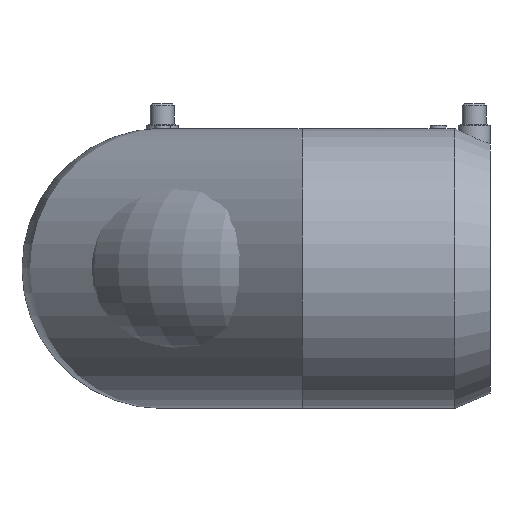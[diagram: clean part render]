
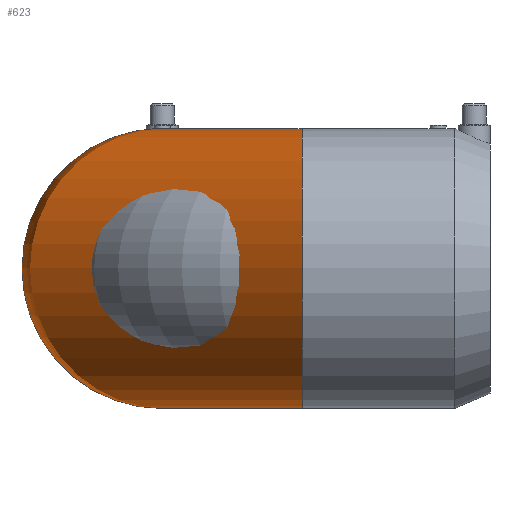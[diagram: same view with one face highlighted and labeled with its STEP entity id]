
A CAD part, left-side view. The second image highlights one B-rep face of the part: STEP entity #623.
In plain terms, the highlighted toroidal (fillet/blend) face has major radius 70.02 mm and minor radius 70 mm.
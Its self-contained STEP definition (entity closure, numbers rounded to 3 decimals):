
#15=TOROIDAL_SURFACE('',#721,70.02,70.);
#31=B_SPLINE_CURVE_WITH_KNOTS('',3,(#1118,#1119,#1120,#1121),
 .UNSPECIFIED.,.F.,.F.,(4,4),(31.099,31.1),
 .UNSPECIFIED.);
#32=B_SPLINE_CURVE_WITH_KNOTS('',3,(#1123,#1124,#1125,#1126),
 .UNSPECIFIED.,.F.,.F.,(4,4),(-0.004,0.),.UNSPECIFIED.);
#33=B_SPLINE_CURVE_WITH_KNOTS('',3,(#1130,#1131,#1132,#1133),
 .UNSPECIFIED.,.F.,.F.,(4,4),(0.,0.),.UNSPECIFIED.);
#34=B_SPLINE_CURVE_WITH_KNOTS('',3,(#1135,#1136,#1137,#1138),
 .UNSPECIFIED.,.F.,.F.,(4,4),(10.363,10.364),
 .UNSPECIFIED.);
#41=B_SPLINE_CURVE_WITH_KNOTS('',3,(#1328,#1329,#1330,#1331,#1332,#1333,
#1334,#1335,#1336,#1337,#1338,#1339,#1340,#1341,#1342,#1343,#1344,#1345,
#1346,#1347,#1348,#1349,#1350,#1351,#1352,#1353,#1354,#1355,#1356,#1357,
#1358,#1359,#1360,#1361,#1362,#1363),.UNSPECIFIED.,.F.,.F.,(4,2,2,2,2,2,
2,2,2,2,2,2,2,2,2,2,2,4),(0.,0.328,0.657,1.313,
1.97,2.627,3.271,3.915,4.559,
5.203,5.848,6.494,7.139,7.784,
8.429,9.074,9.719,10.363),
 .UNSPECIFIED.);
#42=B_SPLINE_CURVE_WITH_KNOTS('',3,(#1365,#1366,#1367,#1368,#1369,#1370,
#1371,#1372,#1373,#1374,#1375,#1376,#1377,#1378,#1379,#1380,#1381,#1382,
#1383,#1384,#1385,#1386,#1387,#1388,#1389,#1390,#1391,#1392,#1393,#1394,
#1395,#1396,#1397,#1398,#1399,#1400),.UNSPECIFIED.,.F.,.F.,(4,2,2,2,2,2,
2,2,2,2,2,2,2,2,2,2,2,4),(31.1,31.743,32.388,
33.033,33.679,34.324,34.969,35.614,
36.259,36.903,37.547,38.192,38.836,
39.492,40.149,40.806,41.134,41.463),
 .UNSPECIFIED.);
#108=FACE_OUTER_BOUND('',#159,.T.);
#159=EDGE_LOOP('',(#542,#543,#544,#545,#546,#547,#548,#549));
#255=CIRCLE('',#722,70.);
#256=CIRCLE('',#723,70.);
#282=VERTEX_POINT('',#1115);
#283=VERTEX_POINT('',#1117);
#284=VERTEX_POINT('',#1122);
#285=VERTEX_POINT('',#1127);
#286=VERTEX_POINT('',#1129);
#287=VERTEX_POINT('',#1134);
#288=VERTEX_POINT('',#1139);
#347=EDGE_CURVE('',#283,#282,#31,.T.);
#348=EDGE_CURVE('',#284,#283,#32,.T.);
#350=EDGE_CURVE('',#286,#285,#33,.T.);
#351=EDGE_CURVE('',#287,#286,#34,.T.);
#391=EDGE_CURVE('',#288,#287,#41,.T.);
#392=EDGE_CURVE('',#282,#288,#42,.T.);
#393=EDGE_CURVE('',#288,#288,#255,.T.);
#394=EDGE_CURVE('',#284,#285,#256,.T.);
#542=ORIENTED_EDGE('',*,*,#348,.T.);
#543=ORIENTED_EDGE('',*,*,#347,.T.);
#544=ORIENTED_EDGE('',*,*,#392,.T.);
#545=ORIENTED_EDGE('',*,*,#393,.T.);
#546=ORIENTED_EDGE('',*,*,#391,.T.);
#547=ORIENTED_EDGE('',*,*,#351,.T.);
#548=ORIENTED_EDGE('',*,*,#350,.T.);
#549=ORIENTED_EDGE('',*,*,#394,.F.);
#623=ADVANCED_FACE('',(#108),#15,.T.);
#721=AXIS2_PLACEMENT_3D('',#1402,#912,#913);
#722=AXIS2_PLACEMENT_3D('',#1403,#914,#915);
#723=AXIS2_PLACEMENT_3D('',#1404,#916,#917);
#912=DIRECTION('center_axis',(0.,0.,-1.));
#913=DIRECTION('ref_axis',(-1.,0.,0.));
#914=DIRECTION('center_axis',(0.,1.,0.));
#915=DIRECTION('ref_axis',(-1.,0.,0.));
#916=DIRECTION('center_axis',(1.,0.,0.));
#917=DIRECTION('ref_axis',(0.,1.,0.));
#1115=CARTESIAN_POINT('',(70.,93.5,-70.));
#1117=CARTESIAN_POINT('',(70.,93.507,-70.));
#1118=CARTESIAN_POINT('Ctrl Pts',(70.,93.51,-70.));
#1119=CARTESIAN_POINT('Ctrl Pts',(70.,93.507,-70.));
#1120=CARTESIAN_POINT('Ctrl Pts',(70.,93.503,-70.));
#1121=CARTESIAN_POINT('Ctrl Pts',(70.,93.5,-70.));
#1122=CARTESIAN_POINT('',(70.02,93.508,-70.));
#1123=CARTESIAN_POINT('Ctrl Pts',(70.02,93.505,-70.));
#1124=CARTESIAN_POINT('Ctrl Pts',(70.019,93.505,-70.));
#1125=CARTESIAN_POINT('Ctrl Pts',(70.013,93.505,-70.));
#1126=CARTESIAN_POINT('Ctrl Pts',(70.,93.505,-70.));
#1127=CARTESIAN_POINT('',(70.02,93.508,70.));
#1129=CARTESIAN_POINT('',(70.,93.507,70.));
#1130=CARTESIAN_POINT('Ctrl Pts',(70.,93.505,70.));
#1131=CARTESIAN_POINT('Ctrl Pts',(70.013,93.505,70.));
#1132=CARTESIAN_POINT('Ctrl Pts',(70.019,93.505,70.));
#1133=CARTESIAN_POINT('Ctrl Pts',(70.02,93.505,70.));
#1134=CARTESIAN_POINT('',(70.,93.5,70.));
#1135=CARTESIAN_POINT('Ctrl Pts',(70.,93.5,70.));
#1136=CARTESIAN_POINT('Ctrl Pts',(70.,93.503,70.));
#1137=CARTESIAN_POINT('Ctrl Pts',(70.,93.507,70.));
#1138=CARTESIAN_POINT('Ctrl Pts',(70.,93.51,70.));
#1139=CARTESIAN_POINT('',(70.,23.5,0.));
#1328=CARTESIAN_POINT('Ctrl Pts',(70.,23.5,0.));
#1329=CARTESIAN_POINT('Ctrl Pts',(70.,23.518,1.094));
#1330=CARTESIAN_POINT('Ctrl Pts',(70.,23.543,2.216));
#1331=CARTESIAN_POINT('Ctrl Pts',(70.,23.654,4.494));
#1332=CARTESIAN_POINT('Ctrl Pts',(70.,23.738,5.651));
#1333=CARTESIAN_POINT('Ctrl Pts',(70.,24.081,9.148));
#1334=CARTESIAN_POINT('Ctrl Pts',(70.,24.432,11.516));
#1335=CARTESIAN_POINT('Ctrl Pts',(70.,25.378,16.197));
#1336=CARTESIAN_POINT('Ctrl Pts',(70.,25.972,18.513));
#1337=CARTESIAN_POINT('Ctrl Pts',(70.,27.358,22.98));
#1338=CARTESIAN_POINT('Ctrl Pts',(70.,28.15,25.132));
#1339=CARTESIAN_POINT('Ctrl Pts',(70.,29.832,29.128));
#1340=CARTESIAN_POINT('Ctrl Pts',(70.,30.796,31.16));
#1341=CARTESIAN_POINT('Ctrl Pts',(70.,32.971,35.2));
#1342=CARTESIAN_POINT('Ctrl Pts',(70.,34.182,37.208));
#1343=CARTESIAN_POINT('Ctrl Pts',(70.,36.8,41.09));
#1344=CARTESIAN_POINT('Ctrl Pts',(70.,38.209,42.965));
#1345=CARTESIAN_POINT('Ctrl Pts',(70.,41.141,46.494));
#1346=CARTESIAN_POINT('Ctrl Pts',(70.,42.664,48.148));
#1347=CARTESIAN_POINT('Ctrl Pts',(70.,45.713,51.177));
#1348=CARTESIAN_POINT('Ctrl Pts',(70.,47.38,52.691));
#1349=CARTESIAN_POINT('Ctrl Pts',(70.,50.935,55.604));
#1350=CARTESIAN_POINT('Ctrl Pts',(70.,52.822,57.001));
#1351=CARTESIAN_POINT('Ctrl Pts',(70.,56.728,59.597));
#1352=CARTESIAN_POINT('Ctrl Pts',(70.,58.748,60.796));
#1353=CARTESIAN_POINT('Ctrl Pts',(70.,62.809,62.946));
#1354=CARTESIAN_POINT('Ctrl Pts',(70.,64.851,63.896));
#1355=CARTESIAN_POINT('Ctrl Pts',(70.,68.828,65.536));
#1356=CARTESIAN_POINT('Ctrl Pts',(70.,70.946,66.3));
#1357=CARTESIAN_POINT('Ctrl Pts',(70.,75.343,67.638));
#1358=CARTESIAN_POINT('Ctrl Pts',(70.,77.62,68.211));
#1359=CARTESIAN_POINT('Ctrl Pts',(70.,82.221,69.122));
#1360=CARTESIAN_POINT('Ctrl Pts',(70.,84.545,69.46));
#1361=CARTESIAN_POINT('Ctrl Pts',(70.,89.112,69.899));
#1362=CARTESIAN_POINT('Ctrl Pts',(70.,91.356,69.999));
#1363=CARTESIAN_POINT('Ctrl Pts',(70.,93.5,70.));
#1365=CARTESIAN_POINT('Ctrl Pts',(70.,93.5,-70.));
#1366=CARTESIAN_POINT('Ctrl Pts',(70.,91.356,-69.999));
#1367=CARTESIAN_POINT('Ctrl Pts',(70.,89.112,-69.899));
#1368=CARTESIAN_POINT('Ctrl Pts',(70.,84.545,-69.46));
#1369=CARTESIAN_POINT('Ctrl Pts',(70.,82.221,-69.122));
#1370=CARTESIAN_POINT('Ctrl Pts',(70.,77.62,-68.211));
#1371=CARTESIAN_POINT('Ctrl Pts',(70.,75.343,-67.638));
#1372=CARTESIAN_POINT('Ctrl Pts',(70.,70.946,-66.3));
#1373=CARTESIAN_POINT('Ctrl Pts',(70.,68.828,-65.536));
#1374=CARTESIAN_POINT('Ctrl Pts',(70.,64.851,-63.896));
#1375=CARTESIAN_POINT('Ctrl Pts',(70.,62.809,-62.946));
#1376=CARTESIAN_POINT('Ctrl Pts',(70.,58.748,-60.796));
#1377=CARTESIAN_POINT('Ctrl Pts',(70.,56.728,-59.597));
#1378=CARTESIAN_POINT('Ctrl Pts',(70.,52.822,-57.001));
#1379=CARTESIAN_POINT('Ctrl Pts',(70.,50.935,-55.604));
#1380=CARTESIAN_POINT('Ctrl Pts',(70.,47.38,-52.691));
#1381=CARTESIAN_POINT('Ctrl Pts',(70.,45.713,-51.177));
#1382=CARTESIAN_POINT('Ctrl Pts',(70.,42.664,-48.148));
#1383=CARTESIAN_POINT('Ctrl Pts',(70.,41.141,-46.494));
#1384=CARTESIAN_POINT('Ctrl Pts',(70.,38.209,-42.965));
#1385=CARTESIAN_POINT('Ctrl Pts',(70.,36.8,-41.09));
#1386=CARTESIAN_POINT('Ctrl Pts',(70.,34.182,-37.208));
#1387=CARTESIAN_POINT('Ctrl Pts',(70.,32.971,-35.2));
#1388=CARTESIAN_POINT('Ctrl Pts',(70.,30.796,-31.16));
#1389=CARTESIAN_POINT('Ctrl Pts',(70.,29.832,-29.128));
#1390=CARTESIAN_POINT('Ctrl Pts',(70.,28.15,-25.132));
#1391=CARTESIAN_POINT('Ctrl Pts',(70.,27.358,-22.98));
#1392=CARTESIAN_POINT('Ctrl Pts',(70.,25.972,-18.513));
#1393=CARTESIAN_POINT('Ctrl Pts',(70.,25.378,-16.197));
#1394=CARTESIAN_POINT('Ctrl Pts',(70.,24.432,-11.516));
#1395=CARTESIAN_POINT('Ctrl Pts',(70.,24.081,-9.148));
#1396=CARTESIAN_POINT('Ctrl Pts',(70.,23.738,-5.651));
#1397=CARTESIAN_POINT('Ctrl Pts',(70.,23.654,-4.494));
#1398=CARTESIAN_POINT('Ctrl Pts',(70.,23.543,-2.216));
#1399=CARTESIAN_POINT('Ctrl Pts',(70.,23.518,-1.094));
#1400=CARTESIAN_POINT('Ctrl Pts',(70.,23.5,0.));
#1402=CARTESIAN_POINT('Origin',(70.02,23.5,0.));
#1403=CARTESIAN_POINT('Origin',(0.,23.5,0.));
#1404=CARTESIAN_POINT('Origin',(70.02,93.52,0.));
